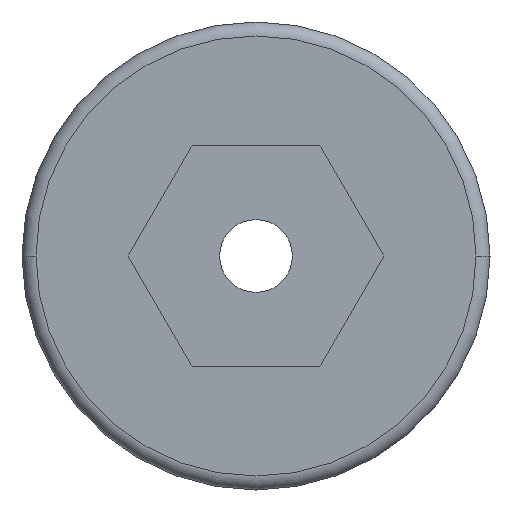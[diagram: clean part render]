
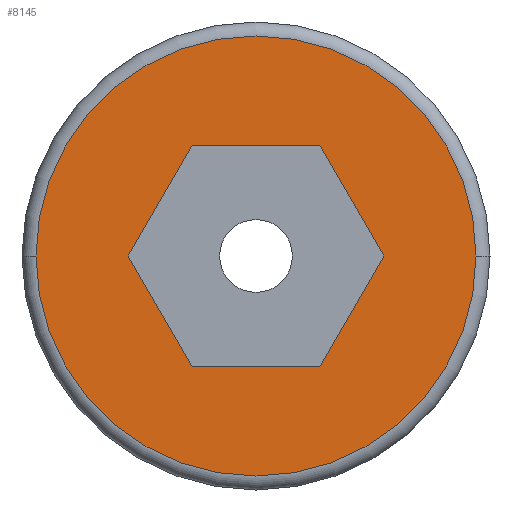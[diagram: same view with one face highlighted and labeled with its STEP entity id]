
A CAD part, left-side view. The second image highlights one B-rep face of the part: STEP entity #8145.
In plain terms, the highlighted planar face has unit normal (-1, 0, 0).
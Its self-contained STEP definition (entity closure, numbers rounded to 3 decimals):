
#3486=DIRECTION('',(0.,-0.5,0.866));
#3487=VECTOR('',#3486,2.321);
#3488=CARTESIAN_POINT('',(-4.91,2.321,0.));
#3489=LINE('',#3488,#3487);
#3490=DIRECTION('',(0.,0.5,0.866));
#3491=VECTOR('',#3490,2.321);
#3492=CARTESIAN_POINT('',(-4.91,1.16,-2.01));
#3493=LINE('',#3492,#3491);
#3494=DIRECTION('',(0.,1.,0.));
#3495=VECTOR('',#3494,2.321);
#3496=CARTESIAN_POINT('',(-4.91,-1.16,-2.01));
#3497=LINE('',#3496,#3495);
#3498=DIRECTION('',(0.,0.5,-0.866));
#3499=VECTOR('',#3498,2.321);
#3500=CARTESIAN_POINT('',(-4.91,-2.321,0.));
#3501=LINE('',#3500,#3499);
#3502=DIRECTION('',(0.,-0.5,-0.866));
#3503=VECTOR('',#3502,2.321);
#3504=CARTESIAN_POINT('',(-4.91,-1.16,2.01));
#3505=LINE('',#3504,#3503);
#3506=DIRECTION('',(0.,-1.,0.));
#3507=VECTOR('',#3506,2.321);
#3508=CARTESIAN_POINT('',(-4.91,1.16,2.01));
#3509=LINE('',#3508,#3507);
#3510=CARTESIAN_POINT('',(-4.91,0.,0.));
#3511=DIRECTION('',(-1.,0.,0.));
#3512=DIRECTION('',(0.,1.,0.));
#3513=AXIS2_PLACEMENT_3D('',#3510,#3511,#3512);
#3515=CARTESIAN_POINT('',(-4.91,0.,0.));
#3516=DIRECTION('',(-1.,0.,0.));
#3517=DIRECTION('',(0.,-1.,0.));
#3518=AXIS2_PLACEMENT_3D('',#3515,#3516,#3517);
#3769=CARTESIAN_POINT('',(-4.91,2.321,0.));
#3770=CARTESIAN_POINT('',(-4.91,1.16,2.01));
#3771=VERTEX_POINT('',#3769);
#3772=VERTEX_POINT('',#3770);
#3773=CARTESIAN_POINT('',(-4.91,-1.16,2.01));
#3774=VERTEX_POINT('',#3773);
#3775=CARTESIAN_POINT('',(-4.91,-2.321,0.));
#3776=VERTEX_POINT('',#3775);
#3777=CARTESIAN_POINT('',(-4.91,-1.16,-2.01));
#3778=VERTEX_POINT('',#3777);
#3779=CARTESIAN_POINT('',(-4.91,1.16,-2.01));
#3780=VERTEX_POINT('',#3779);
#3781=CARTESIAN_POINT('',(-4.91,3.996,0.));
#3782=CARTESIAN_POINT('',(-4.91,-3.996,0.));
#3783=VERTEX_POINT('',#3781);
#3784=VERTEX_POINT('',#3782);
#8121=CARTESIAN_POINT('',(-4.91,0.,0.));
#8122=DIRECTION('',(1.,0.,0.));
#8123=DIRECTION('',(0.,-1.,0.));
#8124=AXIS2_PLACEMENT_3D('',#8121,#8122,#8123);
#8125=PLANE('',#8124);
#8127=ORIENTED_EDGE('',*,*,#8126,.F.);
#8128=ORIENTED_EDGE('',*,*,#8111,.F.);
#8129=EDGE_LOOP('',(#8127,#8128));
#8130=FACE_OUTER_BOUND('',#8129,.F.);
#8132=ORIENTED_EDGE('',*,*,#8131,.F.);
#8134=ORIENTED_EDGE('',*,*,#8133,.F.);
#8136=ORIENTED_EDGE('',*,*,#8135,.F.);
#8138=ORIENTED_EDGE('',*,*,#8137,.F.);
#8140=ORIENTED_EDGE('',*,*,#8139,.F.);
#8142=ORIENTED_EDGE('',*,*,#8141,.F.);
#8143=EDGE_LOOP('',(#8132,#8134,#8136,#8138,#8140,#8142));
#8144=FACE_BOUND('',#8143,.F.);
#3514=CIRCLE('',#3513,3.996);
#3519=CIRCLE('',#3518,3.996);
#8111=EDGE_CURVE('',#3784,#3783,#3519,.T.);
#8126=EDGE_CURVE('',#3783,#3784,#3514,.T.);
#8131=EDGE_CURVE('',#3771,#3772,#3489,.T.);
#8133=EDGE_CURVE('',#3780,#3771,#3493,.T.);
#8135=EDGE_CURVE('',#3778,#3780,#3497,.T.);
#8137=EDGE_CURVE('',#3776,#3778,#3501,.T.);
#8139=EDGE_CURVE('',#3774,#3776,#3505,.T.);
#8141=EDGE_CURVE('',#3772,#3774,#3509,.T.);
#8145=ADVANCED_FACE('',(#8130,#8144),#8125,.F.);
